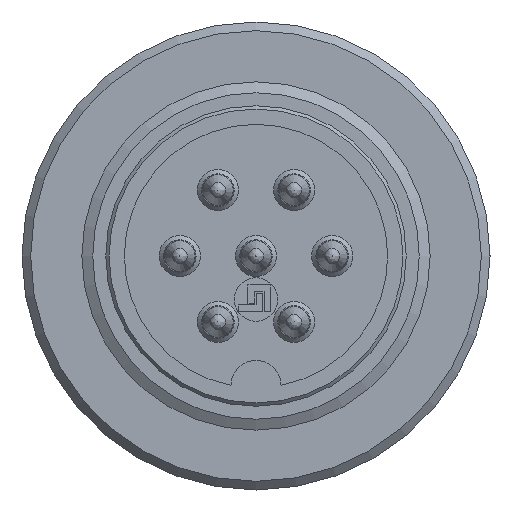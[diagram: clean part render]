
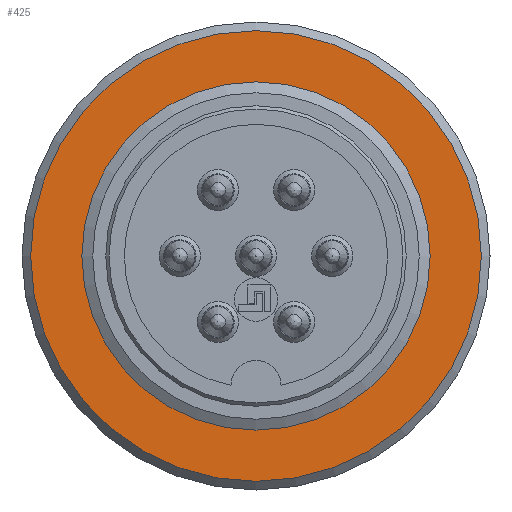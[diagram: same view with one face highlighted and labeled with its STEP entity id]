
A CAD part, left-side view. The second image highlights one B-rep face of the part: STEP entity #425.
In plain terms, the highlighted planar face has unit normal (-1, 0, 0).
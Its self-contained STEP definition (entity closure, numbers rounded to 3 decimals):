
#209=PLANE('',#1740);
#425=ADVANCED_FACE('',(#583,#584),#209,.F.);
#583=FACE_BOUND('',#719,.T.);
#584=FACE_BOUND('',#720,.T.);
#719=EDGE_LOOP('',(#910));
#720=EDGE_LOOP('',(#911));
#910=ORIENTED_EDGE('',*,*,#1429,.T.);
#911=ORIENTED_EDGE('',*,*,#1437,.T.);
#1278=VERTEX_POINT('',#2428);
#1286=VERTEX_POINT('',#2453);
#1429=EDGE_CURVE('',#1278,#1278,#1620,.T.);
#1437=EDGE_CURVE('',#1286,#1286,#1628,.T.);
#1620=CIRCLE('',#1722,10.35);
#1628=CIRCLE('',#1739,7.5);
#1722=AXIS2_PLACEMENT_3D('',#2427,#1942,#1943);
#1739=AXIS2_PLACEMENT_3D('',#2452,#1976,#1977);
#1740=AXIS2_PLACEMENT_3D('',#2454,#1978,#1979);
#1942=DIRECTION('',(-1.,0.,0.));
#1943=DIRECTION('',(0.,0.,-1.));
#1976=DIRECTION('',(1.,0.,0.));
#1977=DIRECTION('',(0.,0.,-1.));
#1978=DIRECTION('',(1.,0.,0.));
#1979=DIRECTION('',(0.,0.,-1.));
#2427=CARTESIAN_POINT('',(-2.4,0.,0.));
#2428=CARTESIAN_POINT('',(-2.4,0.,-10.35));
#2452=CARTESIAN_POINT('',(-2.4,0.,0.));
#2453=CARTESIAN_POINT('',(-2.4,0.,-7.5));
#2454=CARTESIAN_POINT('',(-2.4,0.,0.));
